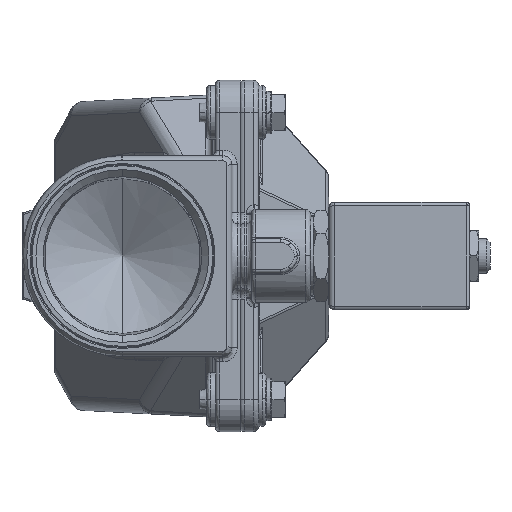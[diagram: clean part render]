
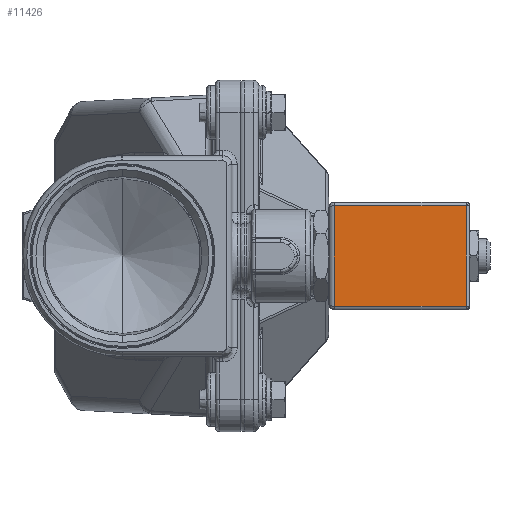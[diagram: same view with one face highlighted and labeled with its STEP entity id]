
A CAD part, front view. The second image highlights one B-rep face of the part: STEP entity #11426.
In plain terms, the highlighted planar face has unit normal (0, -1, 0).
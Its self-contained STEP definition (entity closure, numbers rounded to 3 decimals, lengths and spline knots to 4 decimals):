
#245 = CARTESIAN_POINT ( 'NONE',  ( 2.0276, -2.8937, 0. ) ) ;
#1116 = CARTESIAN_POINT ( 'NONE',  ( 1.3031, -2.8937, 0.5512 ) ) ;
#3215 = CARTESIAN_POINT ( 'NONE',  ( 1.3031, -2.8937, -0.5512 ) ) ;
#3841 = VECTOR ( 'NONE', #61091, 39.3701 ) ;
#4201 = DIRECTION ( 'NONE',  ( -1., 0., 0. ) ) ;
#5330 = DIRECTION ( 'NONE',  ( 0., 0., 1. ) ) ;
#7826 = CARTESIAN_POINT ( 'NONE',  ( 2.752, -2.8937, 0. ) ) ;
#8168 = EDGE_CURVE ( 'NONE', #16523, #26781, #31912, .T. ) ;
#9448 = FACE_OUTER_BOUND ( 'NONE', #56762, .T. ) ;
#10093 = DIRECTION ( 'NONE',  ( 0., 1., 0. ) ) ;
#11426 = ADVANCED_FACE ( 'NONE', ( #9448 ), #19896, .F. ) ;
#16523 = VERTEX_POINT ( 'NONE', #41778 ) ;
#16656 = VECTOR ( 'NONE', #23483, 39.3701 ) ;
#19896 = PLANE ( 'NONE',  #48710 ) ;
#21106 = EDGE_CURVE ( 'NONE', #33975, #16523, #50093, .T. ) ;
#22576 = VERTEX_POINT ( 'NONE', #3215 ) ;
#22713 = EDGE_CURVE ( 'NONE', #22576, #33975, #22852, .T. ) ;
#22852 = LINE ( 'NONE', #42530, #16656 ) ;
#23483 = DIRECTION ( 'NONE',  ( 0., 0., 1. ) ) ;
#26781 = VERTEX_POINT ( 'NONE', #35208 ) ;
#28626 = CARTESIAN_POINT ( 'NONE',  ( 2.7809, -2.8937, -0.5512 ) ) ;
#31266 = EDGE_CURVE ( 'NONE', #26781, #22576, #38142, .T. ) ;
#31912 = LINE ( 'NONE', #7826, #3841 ) ;
#33975 = VERTEX_POINT ( 'NONE', #1116 ) ;
#34138 = ORIENTED_EDGE ( 'NONE', *, *, #22713, .F. ) ;
#34559 = ORIENTED_EDGE ( 'NONE', *, *, #31266, .F. ) ;
#35208 = CARTESIAN_POINT ( 'NONE',  ( 2.752, -2.8937, -0.5512 ) ) ;
#38028 = CARTESIAN_POINT ( 'NONE',  ( 2.0276, -2.8937, 0.5512 ) ) ;
#38142 = LINE ( 'NONE', #28626, #53276 ) ;
#41778 = CARTESIAN_POINT ( 'NONE',  ( 2.752, -2.8937, 0.5512 ) ) ;
#42530 = CARTESIAN_POINT ( 'NONE',  ( 1.3031, -2.8937, 0. ) ) ;
#44087 = VECTOR ( 'NONE', #52290, 39.3701 ) ;
#45760 = ORIENTED_EDGE ( 'NONE', *, *, #8168, .F. ) ;
#48710 = AXIS2_PLACEMENT_3D ( 'NONE', #245, #10093, #5330 ) ;
#50093 = LINE ( 'NONE', #38028, #44087 ) ;
#52290 = DIRECTION ( 'NONE',  ( 1., 0., 0. ) ) ;
#53276 = VECTOR ( 'NONE', #4201, 39.3701 ) ;
#56762 = EDGE_LOOP ( 'NONE', ( #45760, #58581, #34138, #34559 ) ) ;
#58581 = ORIENTED_EDGE ( 'NONE', *, *, #21106, .F. ) ;
#61091 = DIRECTION ( 'NONE',  ( 0., 0., -1. ) ) ;
